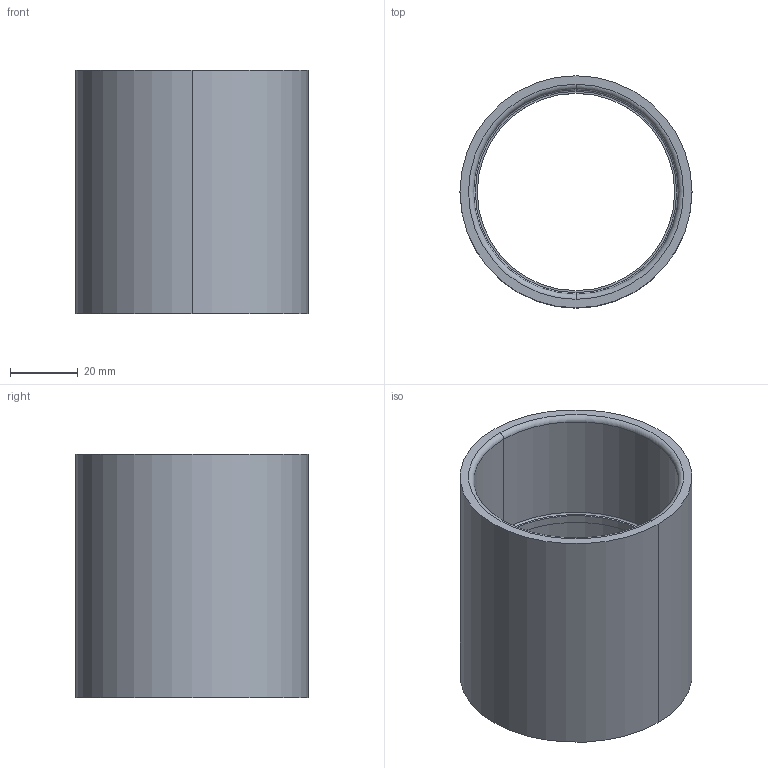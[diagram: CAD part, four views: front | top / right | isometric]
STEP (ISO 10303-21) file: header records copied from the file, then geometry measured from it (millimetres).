
FILE_DESCRIPTION (( 'STEP AP203' ), '1' );
FILE_NAME ('4880K76_Standard-Wall PVC Pipe Fitting for Water.STEP', '2021-08-30T17:24:52', ( 'Administrator' ), ( 'Managed by Terraform' ), 'SwSTEP 2.0', 'SolidWorks 2017', '' );
FILE_SCHEMA (( 'CONFIG_CONTROL_DESIGN' ));
Length unit declared in the file: inch
Products named in the file (1): 4880K76_Standard-Wall PVC Pipe Fitting for Water
Bounding box: 68.71 x 68.71 x 71.98 mm (x, y, z)
Volume: 59389.7 mm3; surface area: 30960.3 mm2
Topology: 1 solids, 1 shells, 20 faces, 40 edges, 24 vertices
Faces by surface type: torus 8, cylinder 8, plane 4
Entity records: 615 total; most frequent: DIRECTION 114, CARTESIAN_POINT 85, ORIENTED_EDGE 80, AXIS2_PLACEMENT_3D 53, EDGE_CURVE 40, CIRCLE 32, VERTEX_POINT 24, EDGE_LOOP 24
